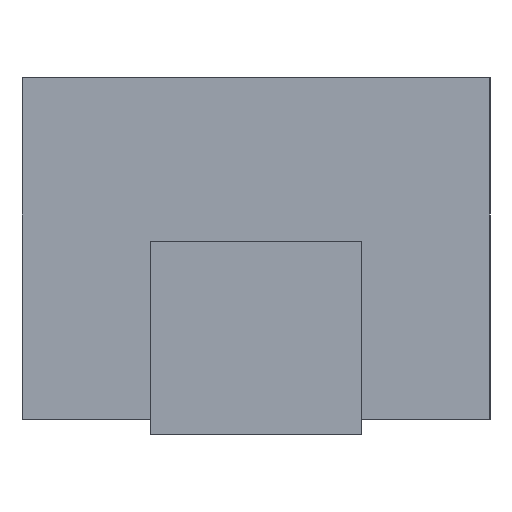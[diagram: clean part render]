
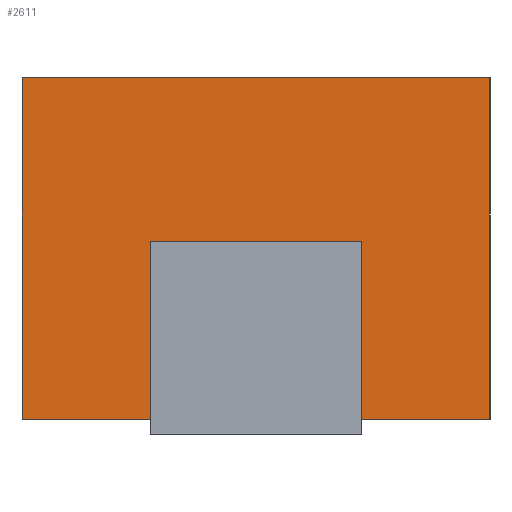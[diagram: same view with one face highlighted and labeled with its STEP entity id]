
A CAD part, left-side view. The second image highlights one B-rep face of the part: STEP entity #2611.
In plain terms, the highlighted planar face has unit normal (-1, 0, 0).
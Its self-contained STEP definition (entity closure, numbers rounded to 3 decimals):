
#47=LINE('',#3872,#313);
#51=LINE('',#3918,#317);
#53=LINE('',#3921,#319);
#54=LINE('',#3924,#320);
#55=LINE('',#3926,#321);
#56=LINE('',#3928,#322);
#57=LINE('',#3929,#323);
#58=LINE('',#3931,#324);
#313=VECTOR('',#2925,1000.);
#317=VECTOR('',#2931,1000.);
#319=VECTOR('',#2935,1000.);
#320=VECTOR('',#2936,1000.);
#321=VECTOR('',#2937,1000.);
#322=VECTOR('',#2938,1000.);
#323=VECTOR('',#2939,1000.);
#324=VECTOR('',#2940,1000.);
#688=ORIENTED_EDGE('',*,*,#1473,.T.);
#689=ORIENTED_EDGE('',*,*,#1474,.T.);
#690=ORIENTED_EDGE('',*,*,#1475,.T.);
#691=ORIENTED_EDGE('',*,*,#1476,.T.);
#692=ORIENTED_EDGE('',*,*,#1477,.T.);
#693=ORIENTED_EDGE('',*,*,#1478,.F.);
#694=ORIENTED_EDGE('',*,*,#1463,.F.);
#695=ORIENTED_EDGE('',*,*,#1471,.T.);
#1463=EDGE_CURVE('',#1856,#1857,#47,.T.);
#1471=EDGE_CURVE('',#1856,#1864,#51,.T.);
#1473=EDGE_CURVE('',#1865,#1866,#53,.T.);
#1474=EDGE_CURVE('',#1866,#1867,#54,.T.);
#1475=EDGE_CURVE('',#1867,#1868,#55,.T.);
#1476=EDGE_CURVE('',#1868,#1865,#56,.T.);
#1477=EDGE_CURVE('',#1864,#1869,#57,.T.);
#1478=EDGE_CURVE('',#1857,#1869,#58,.T.);
#1856=VERTEX_POINT('',#3871);
#1857=VERTEX_POINT('',#3873);
#1864=VERTEX_POINT('',#3917);
#1865=VERTEX_POINT('',#3922);
#1866=VERTEX_POINT('',#3923);
#1867=VERTEX_POINT('',#3925);
#1868=VERTEX_POINT('',#3927);
#1869=VERTEX_POINT('',#3930);
#2159=EDGE_LOOP('',(#688,#689,#690,#691));
#2160=EDGE_LOOP('',(#692,#693,#694,#695));
#2324=FACE_BOUND('',#2159,.T.);
#2325=FACE_BOUND('',#2160,.T.);
#2478=PLANE('',#2787);
#2611=ADVANCED_FACE('',(#2324,#2325),#2478,.F.);
#2787=AXIS2_PLACEMENT_3D('',#3920,#2933,#2934);
#2925=DIRECTION('',(0.,-1.,0.));
#2931=DIRECTION('',(0.,0.,-1.));
#2933=DIRECTION('',(1.,0.,0.));
#2934=DIRECTION('',(0.,1.,0.));
#2935=DIRECTION('',(0.,0.,1.));
#2936=DIRECTION('',(0.,-1.,0.));
#2937=DIRECTION('',(0.,0.,-1.));
#2938=DIRECTION('',(0.,1.,0.));
#2939=DIRECTION('',(0.,-1.,0.));
#2940=DIRECTION('',(0.,0.,-1.));
#3871=CARTESIAN_POINT('',(-4.1,3.15,4.6));
#3872=CARTESIAN_POINT('',(-4.1,3.15,4.6));
#3873=CARTESIAN_POINT('',(-4.1,-3.15,4.6));
#3917=CARTESIAN_POINT('',(-4.1,3.15,0.));
#3918=CARTESIAN_POINT('',(-4.1,3.15,4.6));
#3920=CARTESIAN_POINT('',(-4.1,3.15,4.6));
#3921=CARTESIAN_POINT('',(-4.1,1.425,4.6));
#3922=CARTESIAN_POINT('',(-4.1,1.425,2.2));
#3923=CARTESIAN_POINT('',(-4.1,1.425,2.4));
#3924=CARTESIAN_POINT('',(-4.1,3.15,2.4));
#3925=CARTESIAN_POINT('',(-4.1,-1.425,2.4));
#3926=CARTESIAN_POINT('',(-4.1,-1.425,4.6));
#3927=CARTESIAN_POINT('',(-4.1,-1.425,2.2));
#3928=CARTESIAN_POINT('',(-4.1,3.15,2.2));
#3929=CARTESIAN_POINT('',(-4.1,3.15,0.));
#3930=CARTESIAN_POINT('',(-4.1,-3.15,0.));
#3931=CARTESIAN_POINT('',(-4.1,-3.15,4.6));
